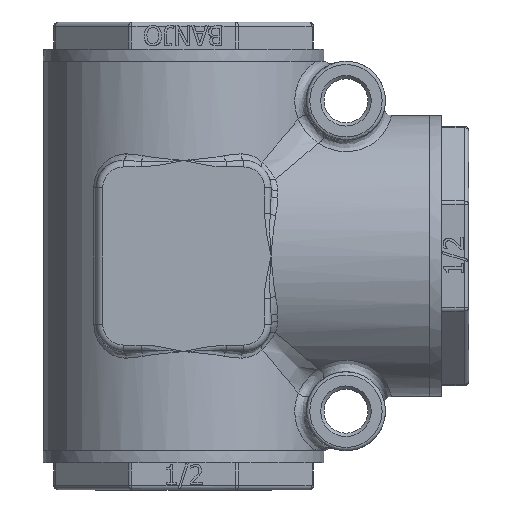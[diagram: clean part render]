
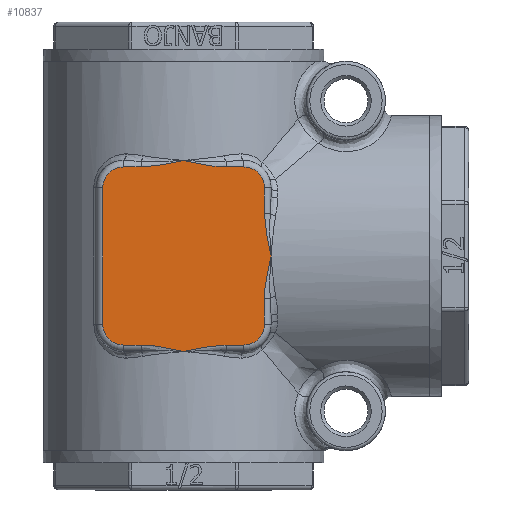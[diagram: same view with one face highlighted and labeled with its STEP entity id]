
A CAD part, front view. The second image highlights one B-rep face of the part: STEP entity #10837.
In plain terms, the highlighted planar face has unit normal (0, -1, 0).
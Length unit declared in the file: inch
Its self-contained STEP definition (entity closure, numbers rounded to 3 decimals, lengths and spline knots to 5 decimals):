
#343=PLANE($,#11673);
#654=CIRCLE($,#11643,0.095);
#659=CIRCLE($,#11654,0.095);
#666=CIRCLE($,#11664,0.095);
#668=CIRCLE($,#11668,0.095);
#1215=FACE_OUTER_BOUND($,#3520,.T.);
#1855=LINE($,#18758,#2496);
#1856=LINE($,#18800,#2497);
#1859=LINE($,#18815,#2500);
#1861=LINE($,#18899,#2502);
#1863=LINE($,#18910,#2504);
#1864=LINE($,#18991,#2505);
#1865=LINE($,#19003,#2506);
#2496=VECTOR($,#13179,0.08096);
#2497=VECTOR($,#13186,0.08096);
#2500=VECTOR($,#13207,0.11846);
#2502=VECTOR($,#13215,0.11846);
#2504=VECTOR($,#13231,0.08096);
#2505=VECTOR($,#13236,0.08096);
#2506=VECTOR($,#13251,0.625);
#3520=EDGE_LOOP($,(#8232,#8233,#8234,#8235,#8236,#8237,#8238,#8239,#8240,
#8241,#8242,#8243,#8244,#8245,#8246,#8247,#8248));
#4281=B_SPLINE_CURVE_WITH_KNOTS($,3,(#18790,#18791,#18792,#18793,#18794,
#18795),.UNSPECIFIED.,.F.,.F.,(4,2,4),(-0.00131,0.,0.4974),
 .UNSPECIFIED.);
#4282=B_SPLINE_CURVE_WITH_KNOTS($,3,(#18846,#18847,#18848,#18849,#18850,
#18851),.UNSPECIFIED.,.F.,.F.,(4,2,4),(-0.0013,0.,0.49741),
 .UNSPECIFIED.);
#4283=B_SPLINE_CURVE_WITH_KNOTS($,3,(#18886,#18887,#18888,#18889,#18890,
#18891,#18892,#18893),.UNSPECIFIED.,.F.,.F.,(4,1,1,2,4),(0.97826,
1.07774,1.17722,1.47567,1.47697),
 .UNSPECIFIED.);
#4284=B_SPLINE_CURVE_WITH_KNOTS($,3,(#18941,#18942,#18943,#18944,#18945,
#18946),.UNSPECIFIED.,.F.,.F.,(4,2,4),(-0.00131,0.,0.4974),
 .UNSPECIFIED.);
#4285=B_SPLINE_CURVE_WITH_KNOTS($,3,(#18979,#18980,#18981,#18982,#18983,
#18984,#18985,#18986),.UNSPECIFIED.,.F.,.F.,(4,1,1,2,4),(0.97827,
1.07775,1.17723,1.47567,1.47698),
 .UNSPECIFIED.);
#4286=B_SPLINE_CURVE_WITH_KNOTS($,3,(#19040,#19041,#19042,#19043,#19044,
#19045,#19046,#19047),.UNSPECIFIED.,.F.,.F.,(4,1,1,2,4),(0.97827,
1.07775,1.17723,1.47567,1.47698),
 .UNSPECIFIED.);
#4675=VERTEX_POINT($,#16053);
#4801=VERTEX_POINT($,#16834);
#4810=VERTEX_POINT($,#16888);
#4869=VERTEX_POINT($,#18755);
#4870=VERTEX_POINT($,#18757);
#4871=VERTEX_POINT($,#18797);
#4872=VERTEX_POINT($,#18799);
#4874=VERTEX_POINT($,#18805);
#4875=VERTEX_POINT($,#18813);
#4876=VERTEX_POINT($,#18884);
#4878=VERTEX_POINT($,#18897);
#4879=VERTEX_POINT($,#18903);
#4880=VERTEX_POINT($,#18908);
#4881=VERTEX_POINT($,#18988);
#4882=VERTEX_POINT($,#18990);
#4884=VERTEX_POINT($,#18996);
#4886=VERTEX_POINT($,#19001);
#6089=EDGE_CURVE($,#4869,#4870,#1855,.T.);
#6091=EDGE_CURVE($,#4801,#4869,#4281,.T.);
#6093=EDGE_CURVE($,#4871,#4872,#1856,.T.);
#6097=EDGE_CURVE($,#4874,#4871,#654,.T.);
#6101=EDGE_CURVE($,#4875,#4874,#1859,.T.);
#6102=EDGE_CURVE($,#4675,#4875,#4282,.T.);
#6104=EDGE_CURVE($,#4876,#4675,#4283,.T.);
#6107=EDGE_CURVE($,#4878,#4876,#1861,.T.);
#6110=EDGE_CURVE($,#4879,#4878,#659,.T.);
#6113=EDGE_CURVE($,#4880,#4879,#1863,.T.);
#6114=EDGE_CURVE($,#4810,#4880,#4284,.T.);
#6115=EDGE_CURVE($,#4872,#4801,#4285,.T.);
#6117=EDGE_CURVE($,#4881,#4882,#1864,.T.);
#6121=EDGE_CURVE($,#4884,#4881,#666,.T.);
#6123=EDGE_CURVE($,#4886,#4884,#1865,.T.);
#6125=EDGE_CURVE($,#4870,#4886,#668,.T.);
#6127=EDGE_CURVE($,#4882,#4810,#4286,.T.);
#8232=ORIENTED_EDGE($,*,*,#6127,.F.);
#8233=ORIENTED_EDGE($,*,*,#6117,.F.);
#8234=ORIENTED_EDGE($,*,*,#6121,.F.);
#8235=ORIENTED_EDGE($,*,*,#6123,.F.);
#8236=ORIENTED_EDGE($,*,*,#6125,.F.);
#8237=ORIENTED_EDGE($,*,*,#6089,.F.);
#8238=ORIENTED_EDGE($,*,*,#6091,.F.);
#8239=ORIENTED_EDGE($,*,*,#6115,.F.);
#8240=ORIENTED_EDGE($,*,*,#6093,.F.);
#8241=ORIENTED_EDGE($,*,*,#6097,.F.);
#8242=ORIENTED_EDGE($,*,*,#6101,.F.);
#8243=ORIENTED_EDGE($,*,*,#6102,.F.);
#8244=ORIENTED_EDGE($,*,*,#6104,.F.);
#8245=ORIENTED_EDGE($,*,*,#6107,.F.);
#8246=ORIENTED_EDGE($,*,*,#6110,.F.);
#8247=ORIENTED_EDGE($,*,*,#6113,.F.);
#8248=ORIENTED_EDGE($,*,*,#6114,.F.);
#10837=ADVANCED_FACE($,(#1215),#343,.T.);
#11643=AXIS2_PLACEMENT_3D($,#18807,#13195,#13196);
#11654=AXIS2_PLACEMENT_3D($,#18905,#13223,#13224);
#11664=AXIS2_PLACEMENT_3D($,#18998,#13245,#13246);
#11668=AXIS2_PLACEMENT_3D($,#19006,#13255,#13256);
#11673=AXIS2_PLACEMENT_3D($,#19053,#13267,#13268);
#13179=DIRECTION($,(-1.,0.,0.));
#13186=DIRECTION($,(-1.,0.,0.));
#13195=DIRECTION('center_axis',(0.,1.,0.));
#13196=DIRECTION('ref_axis',(0.707,0.,-0.707));
#13207=DIRECTION($,(0.,0.,-1.));
#13215=DIRECTION($,(0.,0.,-1.));
#13223=DIRECTION('center_axis',(0.,1.,0.));
#13224=DIRECTION('ref_axis',(0.707,0.,0.707));
#13231=DIRECTION($,(1.,0.,0.));
#13236=DIRECTION($,(1.,0.,0.));
#13245=DIRECTION('center_axis',(0.,1.,0.));
#13246=DIRECTION('ref_axis',(-0.707,0.,0.707));
#13251=DIRECTION($,(0.,0.,1.));
#13255=DIRECTION('center_axis',(0.,1.,0.));
#13256=DIRECTION('ref_axis',(-0.707,0.,-0.707));
#13267=DIRECTION('center_axis',(0.,-1.,0.));
#13268=DIRECTION('ref_axis',(0.,0.,-1.));
#16053=CARTESIAN_POINT('',(0.4,-0.6425,0.));
#16834=CARTESIAN_POINT('',(0.,-0.6425,-0.4375));
#16888=CARTESIAN_POINT('',(0.,-0.6425,0.4375));
#18755=CARTESIAN_POINT('',(-0.19404,-0.6425,-0.4075));
#18757=CARTESIAN_POINT('',(-0.275,-0.6425,-0.4075));
#18758=CARTESIAN_POINT($,(0.08404,-0.6425,-0.4075));
#18790=CARTESIAN_POINT('Ctrl Pts',(0.,-0.6425,-0.4375));
#18791=CARTESIAN_POINT('Ctrl Pts',(-0.00017,-0.6425,-0.43746));
#18792=CARTESIAN_POINT('Ctrl Pts',(-0.00033,-0.6425,-0.43743));
#18793=CARTESIAN_POINT('Ctrl Pts',(-0.06428,-0.6425,
-0.42346));
#18794=CARTESIAN_POINT('Ctrl Pts',(-0.12876,-0.6425,-0.4075));
#18795=CARTESIAN_POINT('Ctrl Pts',(-0.19404,-0.6425,-0.4075));
#18797=CARTESIAN_POINT('',(0.275,-0.6425,-0.4075));
#18799=CARTESIAN_POINT('',(0.19404,-0.6425,-0.4075));
#18800=CARTESIAN_POINT($,(0.31596,-0.6425,-0.4075));
#18805=CARTESIAN_POINT('',(0.37,-0.6425,-0.3125));
#18807=CARTESIAN_POINT('Origin',(0.275,-0.6425,-0.3125));
#18813=CARTESIAN_POINT('',(0.37,-0.6425,-0.19404));
#18815=CARTESIAN_POINT($,(0.37,-0.6425,0.));
#18846=CARTESIAN_POINT('Ctrl Pts',(0.4,-0.6425,0.));
#18847=CARTESIAN_POINT('Ctrl Pts',(0.39996,-0.6425,-0.00017));
#18848=CARTESIAN_POINT('Ctrl Pts',(0.39993,-0.6425,-0.00033));
#18849=CARTESIAN_POINT('Ctrl Pts',(0.38596,-0.6425,
-0.06427));
#18850=CARTESIAN_POINT('Ctrl Pts',(0.37,-0.6425,-0.12876));
#18851=CARTESIAN_POINT('Ctrl Pts',(0.37,-0.6425,-0.19404));
#18884=CARTESIAN_POINT('',(0.37,-0.6425,0.19404));
#18886=CARTESIAN_POINT('Ctrl Pts',(0.37,-0.6425,0.19404));
#18887=CARTESIAN_POINT('Ctrl Pts',(0.37,-0.6425,0.18098));
#18888=CARTESIAN_POINT('Ctrl Pts',(0.3715,-0.6425,
0.15494));
#18889=CARTESIAN_POINT('Ctrl Pts',(0.37993,-0.6425,
0.09023));
#18890=CARTESIAN_POINT('Ctrl Pts',(0.39143,-0.6425,
0.03875));
#18891=CARTESIAN_POINT('Ctrl Pts',(0.39993,-0.6425,0.00033));
#18892=CARTESIAN_POINT('Ctrl Pts',(0.39996,-0.6425,0.00017));
#18893=CARTESIAN_POINT('Ctrl Pts',(0.4,-0.6425,0.));
#18897=CARTESIAN_POINT('',(0.37,-0.6425,0.3125));
#18899=CARTESIAN_POINT($,(0.37,-0.6425,0.));
#18903=CARTESIAN_POINT('',(0.275,-0.6425,0.4075));
#18905=CARTESIAN_POINT('Origin',(0.275,-0.6425,0.3125));
#18908=CARTESIAN_POINT('',(0.19404,-0.6425,0.4075));
#18910=CARTESIAN_POINT($,(0.31596,-0.6425,0.4075));
#18941=CARTESIAN_POINT('Ctrl Pts',(0.,-0.6425,0.4375));
#18942=CARTESIAN_POINT('Ctrl Pts',(0.00017,-0.6425,0.43746));
#18943=CARTESIAN_POINT('Ctrl Pts',(0.00033,-0.6425,0.43743));
#18944=CARTESIAN_POINT('Ctrl Pts',(0.06428,-0.6425,
0.42346));
#18945=CARTESIAN_POINT('Ctrl Pts',(0.12876,-0.6425,0.4075));
#18946=CARTESIAN_POINT('Ctrl Pts',(0.19404,-0.6425,0.4075));
#18979=CARTESIAN_POINT('Ctrl Pts',(0.19404,-0.6425,-0.4075));
#18980=CARTESIAN_POINT('Ctrl Pts',(0.18098,-0.6425,-0.4075));
#18981=CARTESIAN_POINT('Ctrl Pts',(0.15494,-0.6425,-0.409));
#18982=CARTESIAN_POINT('Ctrl Pts',(0.09023,-0.6425,-0.41743));
#18983=CARTESIAN_POINT('Ctrl Pts',(0.03875,-0.6425,
-0.42893));
#18984=CARTESIAN_POINT('Ctrl Pts',(0.00034,-0.6425,-0.43743));
#18985=CARTESIAN_POINT('Ctrl Pts',(0.00017,-0.6425,-0.43746));
#18986=CARTESIAN_POINT('Ctrl Pts',(0.,-0.6425,-0.4375));
#18988=CARTESIAN_POINT('',(-0.275,-0.6425,0.4075));
#18990=CARTESIAN_POINT('',(-0.19404,-0.6425,0.4075));
#18991=CARTESIAN_POINT($,(0.08404,-0.6425,0.4075));
#18996=CARTESIAN_POINT('',(-0.37,-0.6425,0.3125));
#18998=CARTESIAN_POINT('Origin',(-0.275,-0.6425,0.3125));
#19001=CARTESIAN_POINT('',(-0.37,-0.6425,-0.3125));
#19003=CARTESIAN_POINT($,(-0.37,-0.6425,0.));
#19006=CARTESIAN_POINT('Origin',(-0.275,-0.6425,-0.3125));
#19040=CARTESIAN_POINT('Ctrl Pts',(-0.19404,-0.6425,0.4075));
#19041=CARTESIAN_POINT('Ctrl Pts',(-0.18098,-0.6425,0.4075));
#19042=CARTESIAN_POINT('Ctrl Pts',(-0.15494,-0.6425,
0.409));
#19043=CARTESIAN_POINT('Ctrl Pts',(-0.09023,-0.6425,
0.41743));
#19044=CARTESIAN_POINT('Ctrl Pts',(-0.03875,-0.6425,
0.42893));
#19045=CARTESIAN_POINT('Ctrl Pts',(-0.00034,-0.6425,0.43743));
#19046=CARTESIAN_POINT('Ctrl Pts',(-0.00017,-0.6425,0.43746));
#19047=CARTESIAN_POINT('Ctrl Pts',(0.,-0.6425,0.4375));
#19053=CARTESIAN_POINT('Origin',(0.4,-0.6425,0.));
